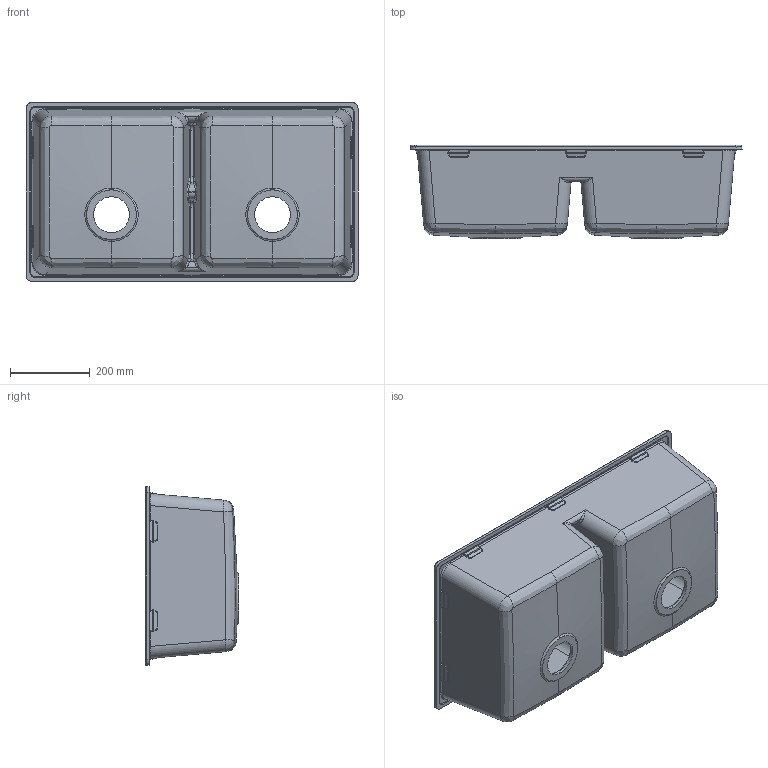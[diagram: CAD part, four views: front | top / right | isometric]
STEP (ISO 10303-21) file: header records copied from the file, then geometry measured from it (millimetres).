
FILE_DESCRIPTION((''),'2;1');
FILE_NAME('2402865-DKS3318-20201222','2021-05-14T',('Administrator'),(''),'CREO PARAMETRIC BY PTC INC, 2017170','CREO PARAMETRIC BY PTC INC, 2017170','');
FILE_SCHEMA(('CONFIG_CONTROL_DESIGN'));
Length unit declared in the file: millimetre
Products named in the file (1): 2402865-DKS3318-20201222
Bounding box: 835 x 235 x 450 mm (x, y, z)
Volume: 8554783.4 mm3; surface area: 1839805.3 mm2
Topology: 1 solids, 1 shells, 642 faces, 1552 edges, 914 vertices
Faces by surface type: bspline 300, cylinder 184, plane 122, cone 24, torus 12
Entity records: 33901 total; most frequent: CARTESIAN_POINT 21185, ORIENTED_EDGE 3104, DIRECTION 2010, EDGE_CURVE 1552, VERTEX_POINT 914, AXIS2_PLACEMENT_3D 752, EDGE_LOOP 648, FACE_OUTER_BOUND 642
